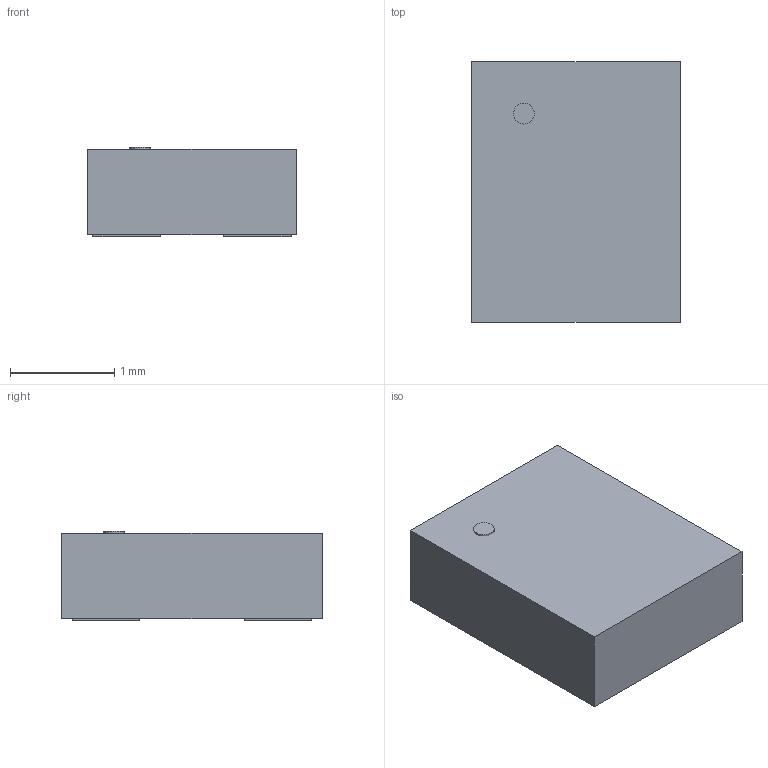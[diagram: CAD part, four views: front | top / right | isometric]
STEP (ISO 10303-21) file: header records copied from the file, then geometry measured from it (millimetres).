
FILE_DESCRIPTION(/* description */ ('model of VLGA-4_2x2.5mm_P1.65mm'),/* implementation_level */ '2;1');
FILE_NAME(/* name */ 'VLGA-4_2x2.5mm_P1.65mm.step',/* time_stamp */ '2023-01-04T11:40:43',/* author */ ('KiCAD','kicad'),/* organization */ ('OCCT'),/* preprocessor_version */ '',/* originating_system */ 'KiCAD',/* authorisation */ '');
FILE_SCHEMA(('AUTOMOTIVE_DESIGN { 1 0 10303 214 1 1 1 1 }'));
Length unit declared in the file: millimetre
Products named in the file (9): CQ assembly; acd0f824-8c67-11ed-a6ab-acde48001122; acd0f824-8c67-11ed-a6ab-acde48001122_part; acd0fce8-8c67-11ed-a6ab-acde48001122; acd0fce8-8c67-11ed-a6ab-acde48001122_part; acd0fe14-8c67-11ed-a6ab-acde48001122; acd0fe14-8c67-11ed-a6ab-acde48001122_part; acd0fee6-8c67-11ed-a6ab-acde48001122; acd0fee6-8c67-11ed-a6ab-acde48001122_part
Assembly tree (8 placements, depth 4):
  CQ assembly
    acd0f824-8c67-11ed-a6ab-acde48001122
      acd0f824-8c67-11ed-a6ab-acde48001122_part
      acd0fce8-8c67-11ed-a6ab-acde48001122
        acd0fce8-8c67-11ed-a6ab-acde48001122_part
      acd0fe14-8c67-11ed-a6ab-acde48001122
        acd0fe14-8c67-11ed-a6ab-acde48001122_part
      acd0fee6-8c67-11ed-a6ab-acde48001122
        acd0fee6-8c67-11ed-a6ab-acde48001122_part
Bounding box: 2 x 2.5 x 0.86 mm (x, y, z)
Volume: 4.1 mm3; surface area: 24.8 mm2
Topology: 6 solids, 6 shells, 53 faces, 111 edges, 74 vertices
Faces by surface type: plane 52, cylinder 1
Full cylindrical faces by diameter (mm): 0.2 x1
Entity records: 1579 total; most frequent: CARTESIAN_POINT 247, DIRECTION 237, ORIENTED_EDGE 222, EDGE_CURVE 111, LINE 109, VECTOR 109, VERTEX_POINT 74, AXIS2_PLACEMENT_3D 64
